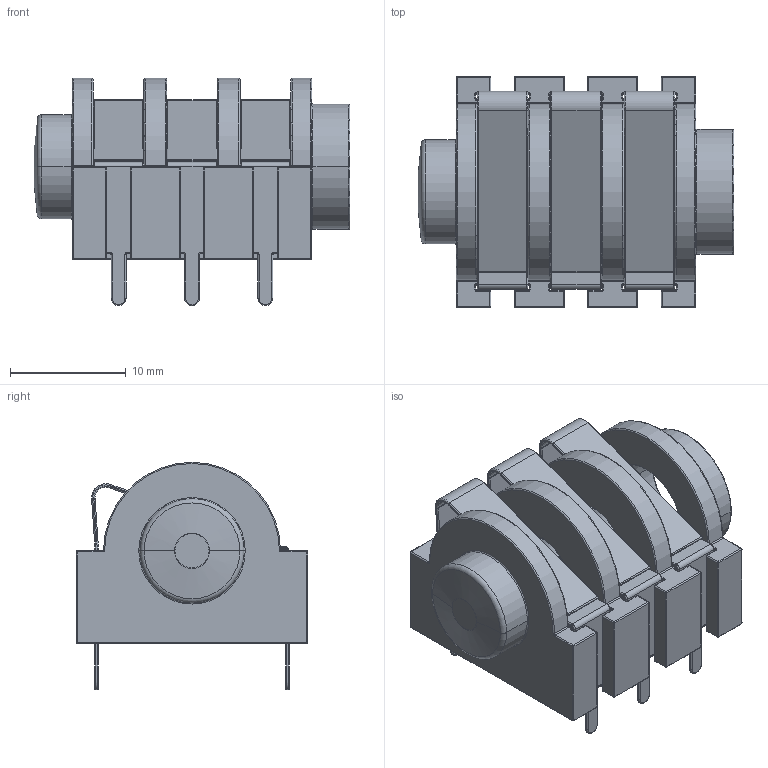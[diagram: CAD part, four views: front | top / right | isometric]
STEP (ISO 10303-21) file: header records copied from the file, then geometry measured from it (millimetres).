
FILE_DESCRIPTION(('FreeCAD Model'),'2;1');
FILE_NAME('MC_JCK_NYS222_cp.step', '2020-11-10T16:39:06',('kicad StepUp'),('ksu MCAD'), 'Open CASCADE STEP processor 7.3','FreeCAD','Unknown');
FILE_SCHEMA(('AUTOMOTIVE_DESIGN { 1 0 10303 214 1 1 1 1 }'));
Length unit declared in the file: millimetre
Products named in the file (1): MC_JCK_NYS222_cp
Bounding box: 27.3 x 20 x 19.65 mm (x, y, z)
Volume: 3676.4 mm3; surface area: 4193.5 mm2
Topology: 7 solids, 7 shells, 831 faces, 1918 edges, 1004 vertices
Faces by surface type: cylinder 389, torus 163, plane 137, sphere 112, bspline 26, cone 4
Entity records: 28867 total; most frequent: CARTESIAN_POINT 4478, DIRECTION 4373, ORIENTED_EDGE 3648, EDGE_CURVE 1824, AXIS2_PLACEMENT_3D 1807, VERTEX_POINT 1004, CIRCLE 1001, FACE_BOUND 834
